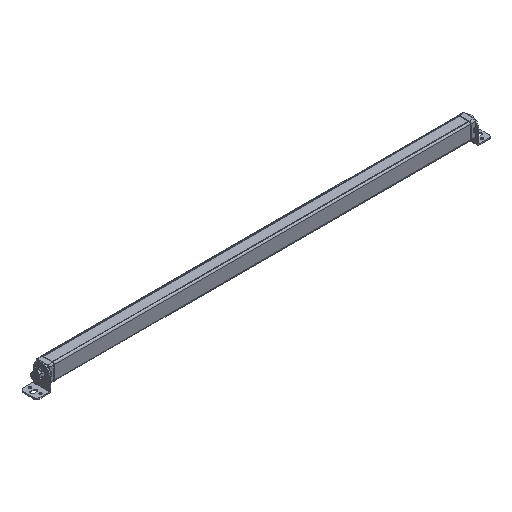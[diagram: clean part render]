
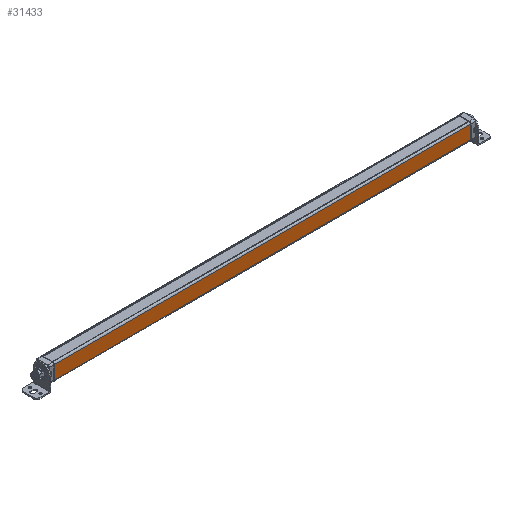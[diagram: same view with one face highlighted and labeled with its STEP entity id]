
A CAD part, isometric view. The second image highlights one B-rep face of the part: STEP entity #31433.
In plain terms, the highlighted planar face has unit normal (0, -1, 0).
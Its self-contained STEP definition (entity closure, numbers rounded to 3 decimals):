
#3991=DIRECTION('',(0.,0.,-1.));
#3992=VECTOR('',#3991,25.8);
#3993=CARTESIAN_POINT('',(593.606,-20.215,20.117));
#3994=LINE('',#3993,#3992);
#4127=DIRECTION('',(0.,0.,-1.));
#4128=VECTOR('',#4127,25.8);
#4129=CARTESIAN_POINT('',(-201.394,-20.215,20.117));
#4130=LINE('',#4129,#4128);
#14396=DIRECTION('',(-1.,0.,0.));
#14397=VECTOR('',#14396,795.);
#14398=CARTESIAN_POINT('',(593.606,-20.215,20.117));
#14399=LINE('',#14398,#14397);
#14400=DIRECTION('',(-1.,0.,0.));
#14401=VECTOR('',#14400,795.);
#14402=CARTESIAN_POINT('',(593.606,-20.215,-5.683));
#14403=LINE('',#14402,#14401);
#15854=CARTESIAN_POINT('',(-201.394,-20.215,20.117));
#15856=VERTEX_POINT('',#15854);
#15860=CARTESIAN_POINT('',(593.606,-20.215,20.117));
#15861=VERTEX_POINT('',#15860);
#15863=CARTESIAN_POINT('',(-201.394,-20.215,-5.683));
#15865=VERTEX_POINT('',#15863);
#15866=CARTESIAN_POINT('',(593.606,-20.215,-5.683));
#15867=VERTEX_POINT('',#15866);
#31421=CARTESIAN_POINT('',(-201.394,-20.215,23.117));
#31422=DIRECTION('',(0.,-1.,0.));
#31423=DIRECTION('',(0.,0.,-1.));
#31424=AXIS2_PLACEMENT_3D('',#31421,#31422,#31423);
#31425=PLANE('',#31424);
#31427=ORIENTED_EDGE('',*,*,#31426,.F.);
#31428=ORIENTED_EDGE('',*,*,#21431,.T.);
#31429=ORIENTED_EDGE('',*,*,#31414,.T.);
#31430=ORIENTED_EDGE('',*,*,#21594,.F.);
#31431=EDGE_LOOP('',(#31427,#31428,#31429,#31430));
#31432=FACE_OUTER_BOUND('',#31431,.F.);
#31433=ADVANCED_FACE('',(#31432),#31425,.T.);
#21431=EDGE_CURVE('',#15861,#15867,#3994,.T.);
#21594=EDGE_CURVE('',#15856,#15865,#4130,.T.);
#31414=EDGE_CURVE('',#15867,#15865,#14403,.T.);
#31426=EDGE_CURVE('',#15861,#15856,#14399,.T.);
